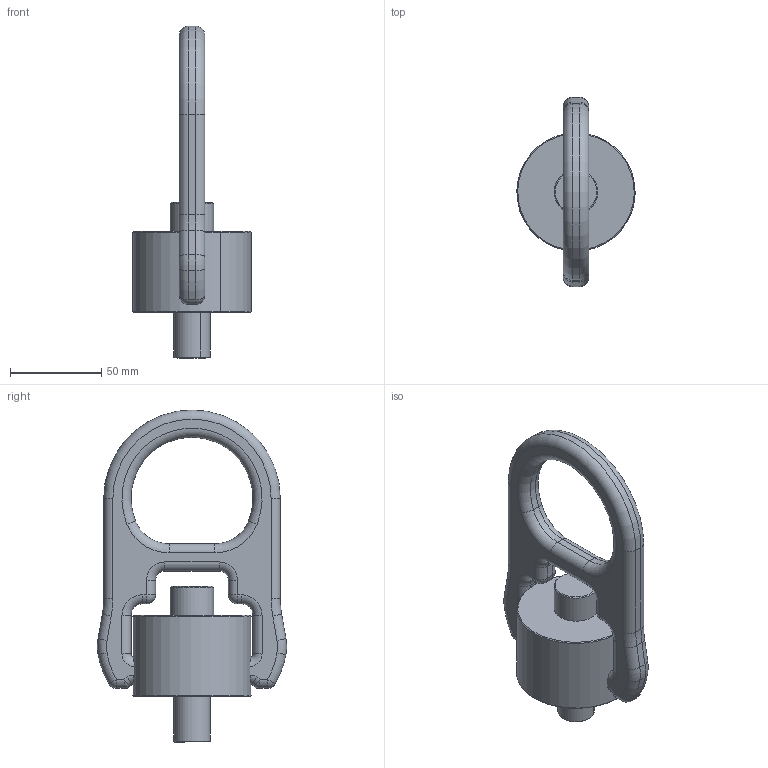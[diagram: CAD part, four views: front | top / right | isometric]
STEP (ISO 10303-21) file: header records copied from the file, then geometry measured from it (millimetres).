
FILE_DESCRIPTION(('CATIA V5 STEP Exchange'),'2;1');
FILE_NAME('8-203-021.stp','2014-02-14T05:26:16+00:00',('none'),('none'),'CATIA Version 5 Release 21 GA (IN-10)','CATIA V5 STEP AP203','none');
FILE_SCHEMA(('CONFIG_CONTROL_DESIGN'));
Length unit declared in the file: millimetre
Products named in the file (1): 8-203-021
Bounding box: 64.98 x 103.92 x 182.4 mm (x, y, z)
Volume: 251775.9 mm3; surface area: 39081.5 mm2
Topology: 1 solids, 1 shells, 144 faces, 336 edges, 184 vertices
Faces by surface type: cylinder 64, torus 40, plane 20, sphere 8, cone 8, bspline 4
Entity records: 4089 total; most frequent: CARTESIAN_POINT 1004, ORIENTED_EDGE 648, DIRECTION 554, EDGE_CURVE 324, AXIS2_PLACEMENT_3D 310, VERTEX_POINT 184, CIRCLE 180, EDGE_LOOP 150
